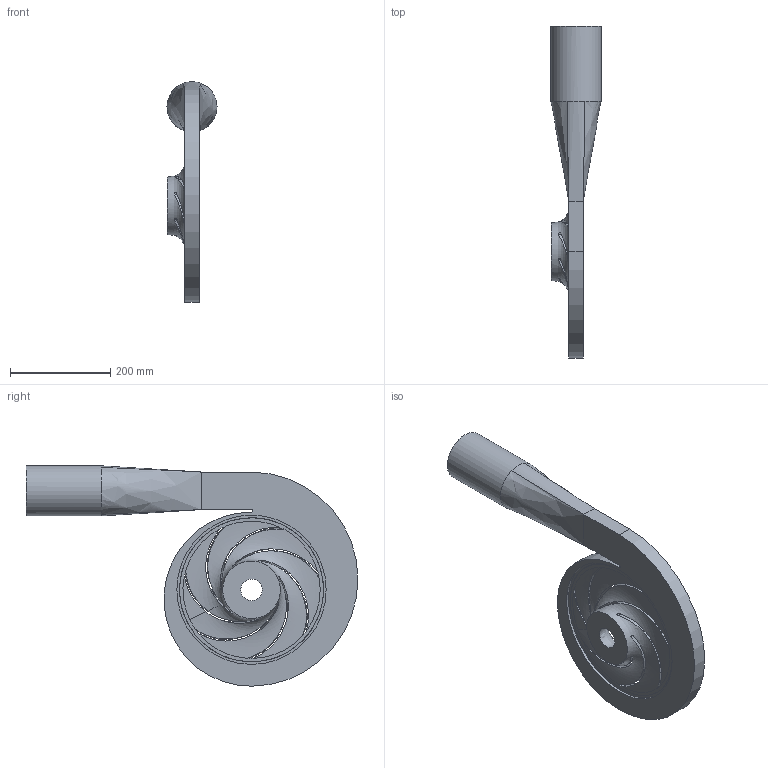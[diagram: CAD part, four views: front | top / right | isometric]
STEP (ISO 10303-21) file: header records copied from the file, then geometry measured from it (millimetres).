
FILE_DESCRIPTION(('FreeCAD Model'),'2;1');
FILE_NAME('Open CASCADE Shape Model','2022-01-19T01:11:57',(''),(''), 'Open CASCADE STEP processor 7.5','FreeCAD','Unknown');
FILE_SCHEMA(('AUTOMOTIVE_DESIGN { 1 0 10303 214 1 1 1 1 }'));
Length unit declared in the file: millimetre
Products named in the file (3): cfd_stator; Blades; Body
Assembly tree (2 placements, depth 2):
  cfd_stator
    Blades
    Body
Bounding box: 100 x 662.31 x 440 mm (x, y, z)
Volume: 5150624.5 mm3; surface area: 500878.5 mm2
Topology: 2 solids, 2 shells, 57 faces, 161 edges, 97 vertices
Faces by surface type: bspline 26, cylinder 15, plane 10, revolution 6
Full cylindrical faces by diameter (mm): 100 x1, 287.7 x2, 298 x2
Entity records: 35951 total; most frequent: CARTESIAN_POINT 33118, DIRECTION 370, ORIENTED_EDGE 322, PCURVE 322, DEFINITIONAL_REPRESENTATION 322, B_SPLINE_CURVE_WITH_KNOTS 228, EDGE_CURVE 161, LINE 158
